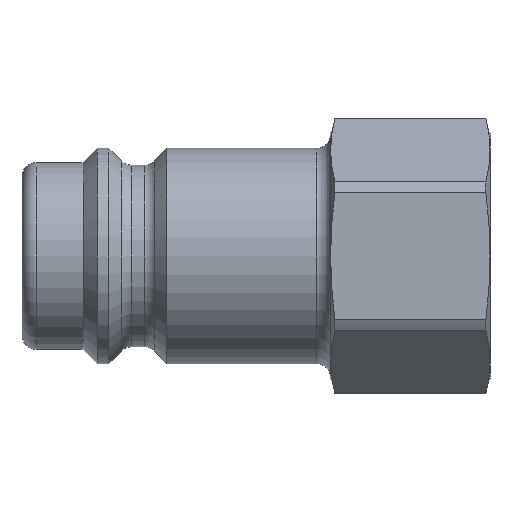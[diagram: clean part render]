
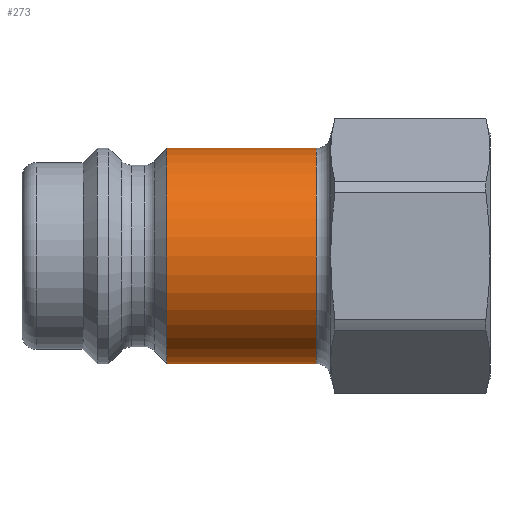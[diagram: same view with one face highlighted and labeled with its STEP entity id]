
A CAD part, front view. The second image highlights one B-rep face of the part: STEP entity #273.
In plain terms, the highlighted cylindrical face has radius 7.5 mm (diameter 15 mm), a full revolution.
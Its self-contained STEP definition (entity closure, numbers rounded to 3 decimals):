
#186=CARTESIAN_POINT('',(20.5,7.5,0.0));
#187=VERTEX_POINT('',#186);
#188=CARTESIAN_POINT('',(20.5,0.0,0.0));
#189=DIRECTION('',(1.0,0.0,0.0));
#190=DIRECTION('',(0.0,-1.0,0.0));
#191=AXIS2_PLACEMENT_3D('',#188,#189,#190);
#192=CIRCLE('',#191,7.5);
#193=EDGE_CURVE('',#187,#187,#192,.T.);
#254=CARTESIAN_POINT('',(15.8,0.0,0.0));
#255=DIRECTION('',(1.0,0.0,0.0));
#256=DIRECTION('',(0.0,1.0,0.0));
#257=AXIS2_PLACEMENT_3D('',#254,#255,#256);
#258=CYLINDRICAL_SURFACE('',#257,7.5);
#259=CARTESIAN_POINT('',(10.1,7.5,0.0));
#260=VERTEX_POINT('',#259);
#261=CARTESIAN_POINT('',(10.1,0.0,0.0));
#262=DIRECTION('',(1.0,0.0,0.0));
#263=DIRECTION('',(0.0,1.0,0.0));
#264=AXIS2_PLACEMENT_3D('',#261,#262,#263);
#265=CIRCLE('',#264,7.5);
#266=EDGE_CURVE('',#260,#260,#265,.T.);
#267=ORIENTED_EDGE('',*,*,#266,.T.);
#268=EDGE_LOOP('',(#267));
#269=FACE_OUTER_BOUND('',#268,.T.);
#270=ORIENTED_EDGE('',*,*,#193,.F.);
#271=EDGE_LOOP('',(#270));
#272=FACE_BOUND('',#271,.T.);
#273=ADVANCED_FACE('',(#269,#272),#258,.T.);
